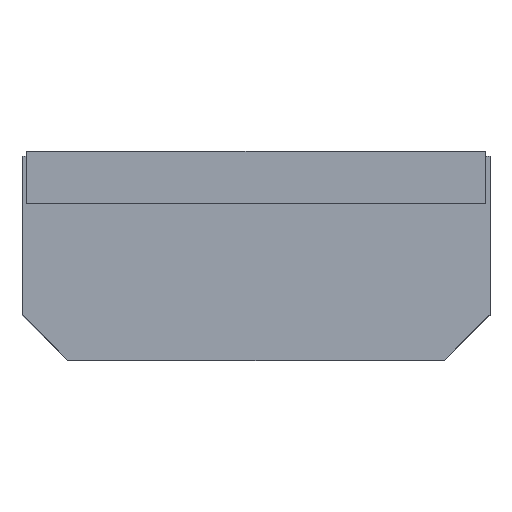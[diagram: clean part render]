
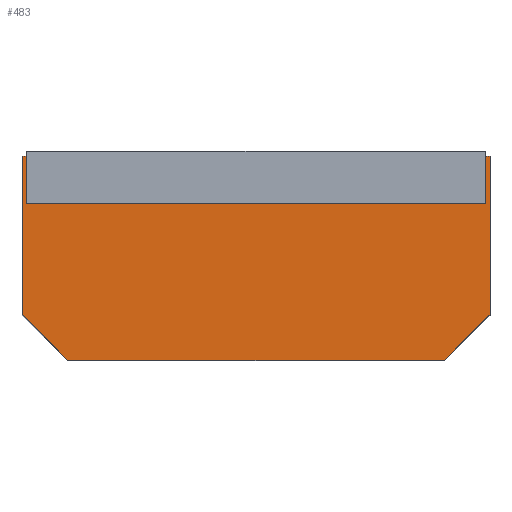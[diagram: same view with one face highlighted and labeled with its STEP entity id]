
A CAD part, top view. The second image highlights one B-rep face of the part: STEP entity #483.
In plain terms, the highlighted planar face has unit normal (0, 0, 1).
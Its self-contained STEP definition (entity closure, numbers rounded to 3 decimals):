
#483=ADVANCED_FACE('',(#489),#484,.F.);
#484=PLANE('',#485);
#485=AXIS2_PLACEMENT_3D('',#486,#487,#488);
#486=CARTESIAN_POINT('Origin',(8.674,2.756,9.296));
#487=DIRECTION('center_axis',(0.0,0.0,-1.0));
#488=DIRECTION('ref_axis',(0.,1.,0.));
#489=FACE_OUTER_BOUND('',#490,.T.);
#490=EDGE_LOOP('',(#491,#501,#511,#521,#531,#541));
#491=ORIENTED_EDGE('',*,*,#492,.F.);
#492=EDGE_CURVE('',#493,#495,#497,.T.);
#493=VERTEX_POINT('',#494);
#494=CARTESIAN_POINT('',(-1.867,2.756,9.296));
#495=VERTEX_POINT('',#496);
#496=CARTESIAN_POINT('',(8.674,2.756,9.296));
#497=LINE('',#498,#499);
#498=CARTESIAN_POINT('',(-1.867,2.756,9.296));
#499=VECTOR('',#500,10.541);
#500=DIRECTION('',(1.0,0.0,0.0));
#501=ORIENTED_EDGE('',*,*,#502,.F.);
#502=EDGE_CURVE('',#503,#505,#507,.T.);
#503=VERTEX_POINT('',#504);
#504=CARTESIAN_POINT('',(-1.867,-0.808,9.296));
#505=VERTEX_POINT('',#494);
#507=LINE('',#508,#509);
#508=CARTESIAN_POINT('',(-1.867,-0.808,9.296));
#509=VECTOR('',#510,3.564);
#510=DIRECTION('',(0.0,1.0,0.0));
#511=ORIENTED_EDGE('',*,*,#512,.F.);
#512=EDGE_CURVE('',#513,#515,#517,.T.);
#513=VERTEX_POINT('',#514);
#514=CARTESIAN_POINT('',(-0.833,-1.841,9.296));
#515=VERTEX_POINT('',#504);
#517=LINE('',#518,#519);
#518=CARTESIAN_POINT('',(-0.833,-1.841,9.296));
#519=VECTOR('',#520,1.462);
#520=DIRECTION('',(-0.707,0.707,0.0));
#521=ORIENTED_EDGE('',*,*,#522,.F.);
#522=EDGE_CURVE('',#523,#525,#527,.T.);
#523=VERTEX_POINT('',#524);
#524=CARTESIAN_POINT('',(7.64,-1.842,9.296));
#525=VERTEX_POINT('',#514);
#527=LINE('',#528,#529);
#528=CARTESIAN_POINT('',(7.64,-1.842,9.296));
#529=VECTOR('',#530,8.473);
#530=DIRECTION('',(-1.0,0.0,0.0));
#531=ORIENTED_EDGE('',*,*,#532,.F.);
#532=EDGE_CURVE('',#533,#535,#537,.T.);
#533=VERTEX_POINT('',#534);
#534=CARTESIAN_POINT('',(8.674,-0.808,9.296));
#535=VERTEX_POINT('',#524);
#537=LINE('',#538,#539);
#538=CARTESIAN_POINT('',(8.674,-0.808,9.296));
#539=VECTOR('',#540,1.462);
#540=DIRECTION('',(-0.707,-0.707,0.0));
#541=ORIENTED_EDGE('',*,*,#542,.F.);
#542=EDGE_CURVE('',#543,#545,#547,.T.);
#543=VERTEX_POINT('',#496);
#545=VERTEX_POINT('',#534);
#547=LINE('',#548,#549);
#548=CARTESIAN_POINT('',(8.674,2.756,9.296));
#549=VECTOR('',#550,3.564);
#550=DIRECTION('',(0.0,-1.0,0.0));
